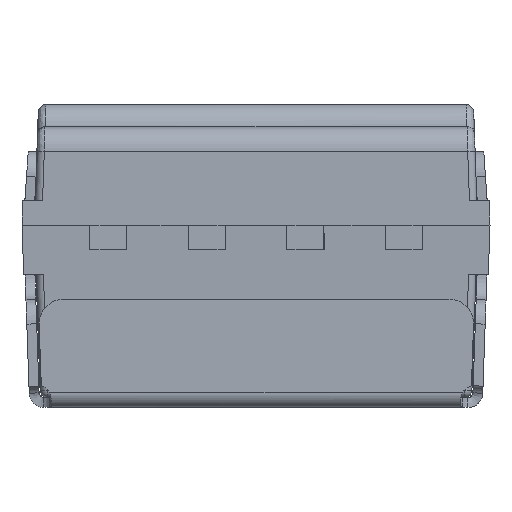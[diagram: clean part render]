
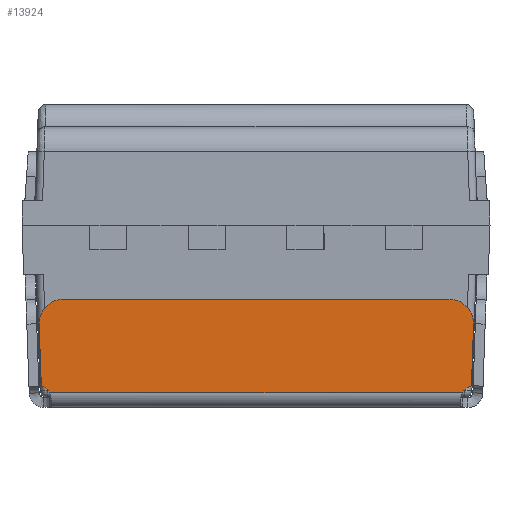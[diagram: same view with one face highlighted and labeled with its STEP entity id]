
A CAD part, left-side view. The second image highlights one B-rep face of the part: STEP entity #13924.
In plain terms, the highlighted planar face has unit normal (-1, 0, 0).
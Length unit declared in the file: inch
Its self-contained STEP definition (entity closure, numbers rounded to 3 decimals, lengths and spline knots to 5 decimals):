
#12435=CARTESIAN_POINT('',(-0.1485,0.08854,-0.03035));
#12436=VERTEX_POINT('',#12435);
#12437=CARTESIAN_POINT('',(-0.1485,0.07854,-0.02));
#12438=VERTEX_POINT('',#12437);
#12439=CARTESIAN_POINT('',(-0.1485,0.07854,-0.03));
#12440=DIRECTION('',(1.0,0.,0.));
#12441=DIRECTION('',(0.,0.719,0.695));
#12442=AXIS2_PLACEMENT_3D('',#12439,#12440,#12441);
#12443=CIRCLE('',#12442,0.01);
#12444=EDGE_CURVE('',#12436,#12438,#12443,.T.);
#12544=CARTESIAN_POINT('',(-0.1485,-0.07783,-0.02));
#12545=VERTEX_POINT('',#12544);
#12546=CARTESIAN_POINT('',(-0.1485,-0.07783,-0.02));
#12547=DIRECTION('',(0.0,1.0,0.0));
#12548=VECTOR('',#12547,0.15637);
#12549=LINE('',#12546,#12548);
#12550=EDGE_CURVE('',#12545,#12438,#12549,.T.);
#12569=CARTESIAN_POINT('',(-0.1485,-0.08782,-0.03035));
#12570=VERTEX_POINT('',#12569);
#12571=CARTESIAN_POINT('',(-0.1485,-0.07783,-0.03));
#12572=DIRECTION('',(1.,0.,0.));
#12573=DIRECTION('',(0.,-0.719,0.695));
#12574=AXIS2_PLACEMENT_3D('',#12571,#12572,#12573);
#12575=CIRCLE('',#12574,0.01);
#12576=EDGE_CURVE('',#12545,#12570,#12575,.T.);
#13855=CARTESIAN_POINT('',(-0.1485,0.08424,-0.058));
#13856=VERTEX_POINT('',#13855);
#13865=CARTESIAN_POINT('',(-0.1485,0.08767,-0.05523));
#13866=VERTEX_POINT('',#13865);
#13867=CARTESIAN_POINT('',(-0.1485,0.08946,-0.06095));
#13868=DIRECTION('',(1.0,0.0,0.0));
#13869=DIRECTION('',(0.0,0.0,-1.0));
#13870=AXIS2_PLACEMENT_3D('',#13867,#13868,#13869);
#13871=CIRCLE('',#13870,0.006);
#13872=EDGE_CURVE('',#13866,#13856,#13871,.T.);
#13884=CARTESIAN_POINT('',(-0.1485,0.0005,-0.04));
#13885=DIRECTION('',(1.0,0.0,0.0));
#13886=DIRECTION('',(0.0,0.0,1.0));
#13887=AXIS2_PLACEMENT_3D('',#13884,#13885,#13886);
#13888=PLANE('',#13887);
#13889=ORIENTED_EDGE('',*,*,#12444,.F.);
#13890=CARTESIAN_POINT('',(-0.1485,0.08854,-0.03035));
#13891=DIRECTION('',(0.0,-0.035,-0.999));
#13892=VECTOR('',#13891,0.02489);
#13893=LINE('',#13890,#13892);
#13894=EDGE_CURVE('',#12436,#13866,#13893,.T.);
#13895=ORIENTED_EDGE('',*,*,#13894,.T.);
#13896=ORIENTED_EDGE('',*,*,#13872,.T.);
#13897=CARTESIAN_POINT('',(-0.1485,-0.08323,-0.058));
#13898=VERTEX_POINT('',#13897);
#13899=CARTESIAN_POINT('',(-0.1485,0.08424,-0.058));
#13900=DIRECTION('',(0.0,-1.0,0.0));
#13901=VECTOR('',#13900,0.16747);
#13902=LINE('',#13899,#13901);
#13903=EDGE_CURVE('',#13856,#13898,#13902,.T.);
#13904=ORIENTED_EDGE('',*,*,#13903,.T.);
#13905=CARTESIAN_POINT('',(-0.1485,-0.08696,-0.05514));
#13906=VERTEX_POINT('',#13905);
#13907=CARTESIAN_POINT('',(-0.1485,-0.08845,-0.06095));
#13908=DIRECTION('',(-1.0,0.0,0.0));
#13909=DIRECTION('',(0.0,0.0,-1.0));
#13910=AXIS2_PLACEMENT_3D('',#13907,#13908,#13909);
#13911=CIRCLE('',#13910,0.006);
#13912=EDGE_CURVE('',#13906,#13898,#13911,.T.);
#13913=ORIENTED_EDGE('',*,*,#13912,.F.);
#13914=CARTESIAN_POINT('',(-0.1485,-0.08782,-0.03035));
#13915=DIRECTION('',(0.0,0.035,-0.999));
#13916=VECTOR('',#13915,0.02481);
#13917=LINE('',#13914,#13916);
#13918=EDGE_CURVE('',#12570,#13906,#13917,.T.);
#13919=ORIENTED_EDGE('',*,*,#13918,.F.);
#13920=ORIENTED_EDGE('',*,*,#12576,.F.);
#13921=ORIENTED_EDGE('',*,*,#12550,.T.);
#13922=EDGE_LOOP('',(#13889,#13895,#13896,#13904,#13913,#13919,#13920,#13921));
#13923=FACE_OUTER_BOUND('',#13922,.T.);
#13924=ADVANCED_FACE('',(#13923),#13888,.F.);
